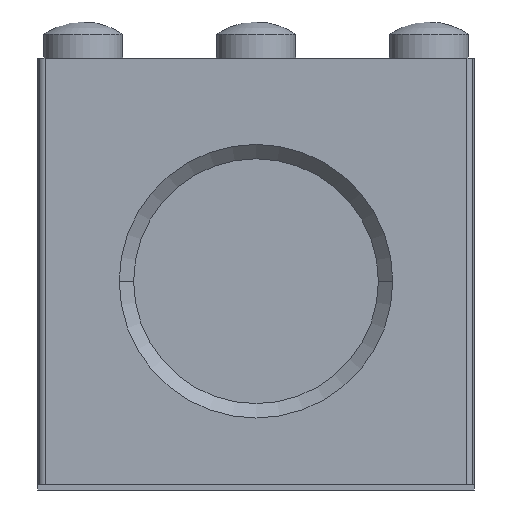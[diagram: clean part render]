
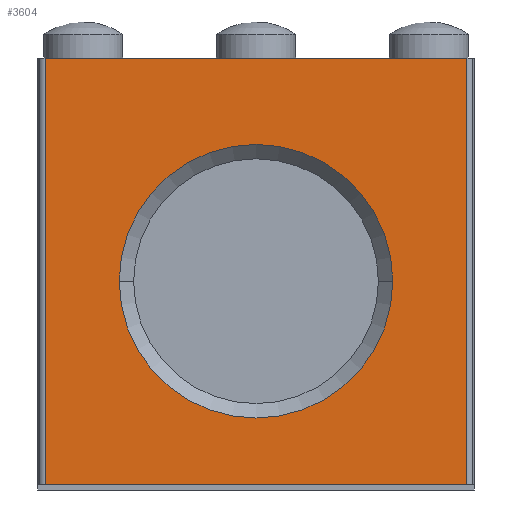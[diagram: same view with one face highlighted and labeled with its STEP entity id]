
A CAD part, front view. The second image highlights one B-rep face of the part: STEP entity #3604.
In plain terms, the highlighted planar face has unit normal (0, -1, 0).
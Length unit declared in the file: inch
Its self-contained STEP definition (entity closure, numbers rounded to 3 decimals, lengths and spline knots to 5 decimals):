
#290 = LINE ( 'NONE', #1856, #4372 ) ;
#349 = DIRECTION ( 'NONE',  ( 0., 0., -1. ) ) ;
#390 = VECTOR ( 'NONE', #349, 39.37008 ) ;
#410 = LINE ( 'NONE', #1316, #1292 ) ;
#748 = FACE_BOUND ( 'NONE', #785, .T. ) ;
#772 = VECTOR ( 'NONE', #7855, 39.37008 ) ;
#785 = EDGE_LOOP ( 'NONE', ( #9565, #9709 ) ) ;
#1241 = EDGE_CURVE ( 'NONE', #2275, #7554, #3186, .T. ) ;
#1292 = VECTOR ( 'NONE', #8507, 39.37008 ) ;
#1316 = CARTESIAN_POINT ( 'NONE',  ( -0.47244, -2.14567, 1.1811 ) ) ;
#1389 = EDGE_CURVE ( 'NONE', #3574, #2032, #410, .T. ) ;
#1434 = CARTESIAN_POINT ( 'NONE',  ( 0.47244, -2.14567, 1.1811 ) ) ;
#1537 = VERTEX_POINT ( 'NONE', #3086 ) ;
#1620 = LINE ( 'NONE', #8982, #7740 ) ;
#1623 = CARTESIAN_POINT ( 'NONE',  ( 0.57677, -2.14567, 1.1811 ) ) ;
#1763 = VERTEX_POINT ( 'NONE', #1793 ) ;
#1771 = CARTESIAN_POINT ( 'NONE',  ( 0., -2.14567, 0.57087 ) ) ;
#1778 = EDGE_CURVE ( 'NONE', #6219, #7554, #1620, .T. ) ;
#1793 = CARTESIAN_POINT ( 'NONE',  ( 0.47244, -2.14567, 1.1811 ) ) ;
#1856 = CARTESIAN_POINT ( 'NONE',  ( 0.57677, -2.14567, 1.1811 ) ) ;
#1897 = PLANE ( 'NONE',  #7570 ) ;
#1918 = DIRECTION ( 'NONE',  ( 0., 1., 0. ) ) ;
#1965 = CIRCLE ( 'NONE', #6308, 0.37402 ) ;
#1986 = DIRECTION ( 'NONE',  ( 1., 0., 0. ) ) ;
#2032 = VERTEX_POINT ( 'NONE', #5260 ) ;
#2083 = CIRCLE ( 'NONE', #2397, 0.37402 ) ;
#2275 = VERTEX_POINT ( 'NONE', #1623 ) ;
#2278 = ORIENTED_EDGE ( 'NONE', *, *, #1241, .F. ) ;
#2365 = CARTESIAN_POINT ( 'NONE',  ( -0.57677, -2.14567, 0.01575 ) ) ;
#2397 = AXIS2_PLACEMENT_3D ( 'NONE', #1771, #10331, #4239 ) ;
#2635 = LINE ( 'NONE', #2365, #8119 ) ;
#2799 = CARTESIAN_POINT ( 'NONE',  ( 0.59646, -2.14567, 0. ) ) ;
#2871 = DIRECTION ( 'NONE',  ( 0., 0., -1. ) ) ;
#3086 = CARTESIAN_POINT ( 'NONE',  ( -0.37402, -2.14567, 0.57087 ) ) ;
#3186 = LINE ( 'NONE', #7467, #390 ) ;
#3574 = VERTEX_POINT ( 'NONE', #9172 ) ;
#3604 = ADVANCED_FACE ( 'NONE', ( #748, #10147 ), #1897, .T. ) ;
#3651 = CARTESIAN_POINT ( 'NONE',  ( 0., -2.14567, 0.57087 ) ) ;
#3758 = CARTESIAN_POINT ( 'NONE',  ( 0.37402, -2.14567, 0.57087 ) ) ;
#3787 = EDGE_CURVE ( 'NONE', #6219, #2032, #2635, .T. ) ;
#3813 = CARTESIAN_POINT ( 'NONE',  ( -0.57677, -2.14567, 0.01575 ) ) ;
#4008 = ORIENTED_EDGE ( 'NONE', *, *, #9087, .T. ) ;
#4185 = EDGE_CURVE ( 'NONE', #2275, #1763, #290, .T. ) ;
#4230 = ORIENTED_EDGE ( 'NONE', *, *, #1778, .T. ) ;
#4239 = DIRECTION ( 'NONE',  ( 1., 0., 0. ) ) ;
#4350 = ORIENTED_EDGE ( 'NONE', *, *, #4185, .T. ) ;
#4372 = VECTOR ( 'NONE', #6686, 39.37008 ) ;
#4991 = DIRECTION ( 'NONE',  ( 1., 0., 0. ) ) ;
#5252 = ORIENTED_EDGE ( 'NONE', *, *, #1389, .T. ) ;
#5260 = CARTESIAN_POINT ( 'NONE',  ( -0.57677, -2.14567, 1.1811 ) ) ;
#5542 = DIRECTION ( 'NONE',  ( 0., 0., 1. ) ) ;
#5602 = VERTEX_POINT ( 'NONE', #3758 ) ;
#6219 = VERTEX_POINT ( 'NONE', #3813 ) ;
#6308 = AXIS2_PLACEMENT_3D ( 'NONE', #3651, #1918, #1986 ) ;
#6374 = EDGE_CURVE ( 'NONE', #5602, #1537, #1965, .T. ) ;
#6686 = DIRECTION ( 'NONE',  ( -1., 0., 0. ) ) ;
#6804 = DIRECTION ( 'NONE',  ( 0., -1., 0. ) ) ;
#7467 = CARTESIAN_POINT ( 'NONE',  ( 0.57677, -2.14567, 1.1811 ) ) ;
#7554 = VERTEX_POINT ( 'NONE', #9651 ) ;
#7570 = AXIS2_PLACEMENT_3D ( 'NONE', #2799, #6804, #2871 ) ;
#7740 = VECTOR ( 'NONE', #4991, 39.37008 ) ;
#7855 = DIRECTION ( 'NONE',  ( -1., 0., 0. ) ) ;
#8119 = VECTOR ( 'NONE', #5542, 39.37008 ) ;
#8488 = EDGE_CURVE ( 'NONE', #1537, #5602, #2083, .T. ) ;
#8507 = DIRECTION ( 'NONE',  ( -1., 0., 0. ) ) ;
#8538 = LINE ( 'NONE', #1434, #772 ) ;
#8982 = CARTESIAN_POINT ( 'NONE',  ( -0.57677, -2.14567, 0.01575 ) ) ;
#9087 = EDGE_CURVE ( 'NONE', #1763, #3574, #8538, .T. ) ;
#9172 = CARTESIAN_POINT ( 'NONE',  ( -0.47244, -2.14567, 1.1811 ) ) ;
#9420 = EDGE_LOOP ( 'NONE', ( #4230, #2278, #4350, #4008, #5252, #9683 ) ) ;
#9565 = ORIENTED_EDGE ( 'NONE', *, *, #6374, .T. ) ;
#9651 = CARTESIAN_POINT ( 'NONE',  ( 0.57677, -2.14567, 0.01575 ) ) ;
#9683 = ORIENTED_EDGE ( 'NONE', *, *, #3787, .F. ) ;
#9709 = ORIENTED_EDGE ( 'NONE', *, *, #8488, .T. ) ;
#10147 = FACE_OUTER_BOUND ( 'NONE', #9420, .T. ) ;
#10331 = DIRECTION ( 'NONE',  ( 0., 1., 0. ) ) ;
